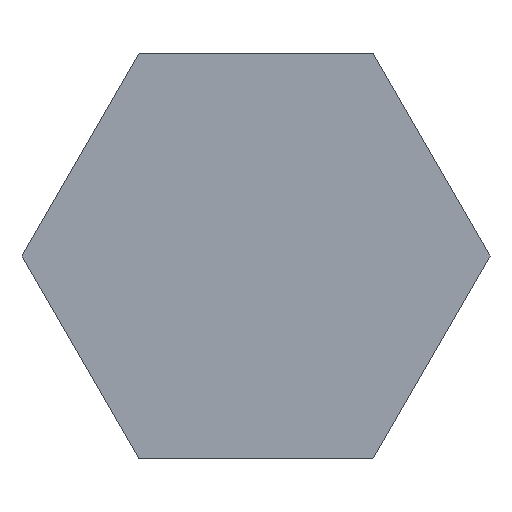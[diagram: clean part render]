
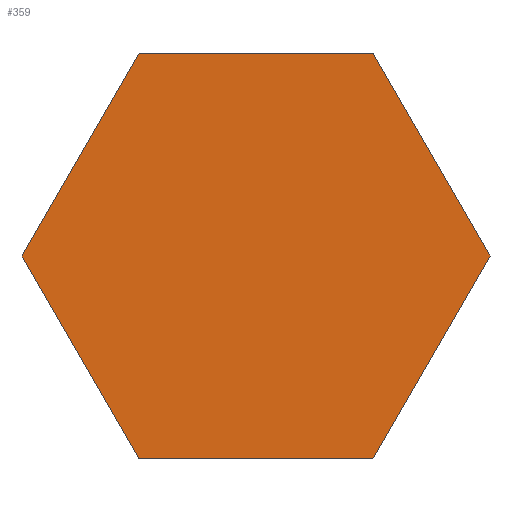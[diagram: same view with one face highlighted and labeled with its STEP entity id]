
A CAD part, front view. The second image highlights one B-rep face of the part: STEP entity #359.
In plain terms, the highlighted planar face has unit normal (0, -1, 0).
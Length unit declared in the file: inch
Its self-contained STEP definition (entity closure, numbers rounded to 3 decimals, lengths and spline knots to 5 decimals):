
#37 = DIRECTION ( 'NONE',  ( -1., 0., 0. ) ) ;
#42 = CARTESIAN_POINT ( 'NONE',  ( 0.10811, 0., -0.18725 ) ) ;
#47 = EDGE_CURVE ( 'NONE', #722, #477, #465, .T. ) ;
#48 = CARTESIAN_POINT ( 'NONE',  ( 0.21622, 0., 0. ) ) ;
#54 = VECTOR ( 'NONE', #182, 39.37008 ) ;
#83 = VERTEX_POINT ( 'NONE', #351 ) ;
#84 = VECTOR ( 'NONE', #613, 39.37008 ) ;
#89 = ORIENTED_EDGE ( 'NONE', *, *, #183, .F. ) ;
#93 = DIRECTION ( 'NONE',  ( -0.5, 0., 0.866 ) ) ;
#95 = CARTESIAN_POINT ( 'NONE',  ( -0.10811, 0., -0.18725 ) ) ;
#131 = LINE ( 'NONE', #42, #471 ) ;
#145 = CARTESIAN_POINT ( 'NONE',  ( 0.10811, 0., 0.18725 ) ) ;
#154 = VERTEX_POINT ( 'NONE', #786 ) ;
#178 = CARTESIAN_POINT ( 'NONE',  ( 0.10811, 0., 0.18725 ) ) ;
#182 = DIRECTION ( 'NONE',  ( 1., 0., 0. ) ) ;
#183 = EDGE_CURVE ( 'NONE', #558, #83, #699, .T. ) ;
#185 = CARTESIAN_POINT ( 'NONE',  ( -0.10811, 0., 0.18725 ) ) ;
#233 = LINE ( 'NONE', #185, #54 ) ;
#244 = FACE_OUTER_BOUND ( 'NONE', #516, .T. ) ;
#270 = DIRECTION ( 'NONE',  ( 0.5, 0., -0.866 ) ) ;
#288 = VERTEX_POINT ( 'NONE', #652 ) ;
#315 = EDGE_CURVE ( 'NONE', #477, #154, #593, .T. ) ;
#325 = DIRECTION ( 'NONE',  ( 0., 1., 0. ) ) ;
#339 = VECTOR ( 'NONE', #93, 39.37008 ) ;
#345 = ORIENTED_EDGE ( 'NONE', *, *, #717, .F. ) ;
#346 = CARTESIAN_POINT ( 'NONE',  ( -0.21622, 0., 0. ) ) ;
#351 = CARTESIAN_POINT ( 'NONE',  ( -0.10811, 0., 0.18725 ) ) ;
#359 = ADVANCED_FACE ( 'NONE', ( #244 ), #568, .F. ) ;
#367 = VECTOR ( 'NONE', #774, 39.37008 ) ;
#441 = ORIENTED_EDGE ( 'NONE', *, *, #823, .F. ) ;
#447 = CARTESIAN_POINT ( 'NONE',  ( 0.21622, 0., 0. ) ) ;
#465 = LINE ( 'NONE', #145, #773 ) ;
#471 = VECTOR ( 'NONE', #37, 39.37008 ) ;
#473 = ORIENTED_EDGE ( 'NONE', *, *, #315, .F. ) ;
#477 = VERTEX_POINT ( 'NONE', #447 ) ;
#488 = ORIENTED_EDGE ( 'NONE', *, *, #47, .F. ) ;
#516 = EDGE_LOOP ( 'NONE', ( #488, #345, #89, #668, #441, #473 ) ) ;
#558 = VERTEX_POINT ( 'NONE', #346 ) ;
#567 = DIRECTION ( 'NONE',  ( 0., 0., 1. ) ) ;
#568 = PLANE ( 'NONE',  #649 ) ;
#581 = CARTESIAN_POINT ( 'NONE',  ( 0., 0., 0. ) ) ;
#593 = LINE ( 'NONE', #48, #84 ) ;
#613 = DIRECTION ( 'NONE',  ( -0.5, 0., -0.866 ) ) ;
#649 = AXIS2_PLACEMENT_3D ( 'NONE', #581, #325, #567 ) ;
#652 = CARTESIAN_POINT ( 'NONE',  ( -0.10811, 0., -0.18725 ) ) ;
#668 = ORIENTED_EDGE ( 'NONE', *, *, #783, .F. ) ;
#677 = LINE ( 'NONE', #95, #339 ) ;
#699 = LINE ( 'NONE', #803, #367 ) ;
#717 = EDGE_CURVE ( 'NONE', #83, #722, #233, .T. ) ;
#722 = VERTEX_POINT ( 'NONE', #178 ) ;
#773 = VECTOR ( 'NONE', #270, 39.37008 ) ;
#774 = DIRECTION ( 'NONE',  ( 0.5, 0., 0.866 ) ) ;
#783 = EDGE_CURVE ( 'NONE', #288, #558, #677, .T. ) ;
#786 = CARTESIAN_POINT ( 'NONE',  ( 0.10811, 0., -0.18725 ) ) ;
#803 = CARTESIAN_POINT ( 'NONE',  ( -0.21622, 0., 0. ) ) ;
#823 = EDGE_CURVE ( 'NONE', #154, #288, #131, .T. ) ;
